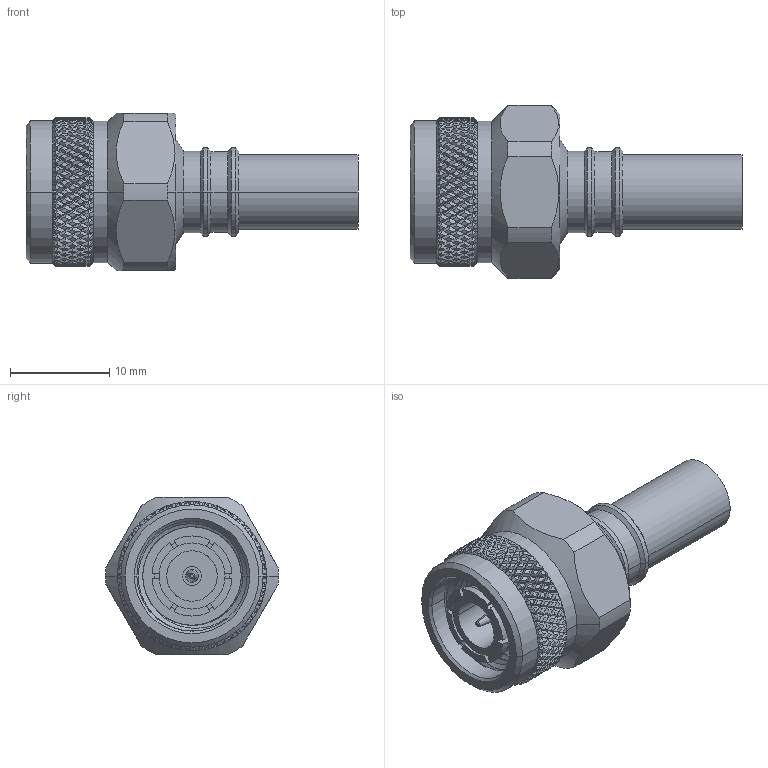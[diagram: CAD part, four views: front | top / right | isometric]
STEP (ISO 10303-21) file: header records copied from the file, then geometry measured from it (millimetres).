
FILE_DESCRIPTION (( 'STEP AP214' ), '1' );
FILE_NAME ('EZ-240-TM-X_3D.step', '2024-12-17T20:59:47', ( '' ), ( '' ), 'SwSTEP 2.0', 'SolidWorks 2022', '' );
FILE_SCHEMA (( 'AUTOMOTIVE_DESIGN' ));
Length unit declared in the file: inch
Products named in the file (1): EZ-240-TM-X_3D
Bounding box: 33.46 x 17.44 x 15.88 mm (x, y, z)
Volume: 2818.9 mm3; surface area: 3055.5 mm2
Topology: 2 solids, 2 shells, 1610 faces, 3487 edges, 1890 vertices
Faces by surface type: bspline 1205, cylinder 323, plane 44, cone 38
Entity records: 64705 total; most frequent: CARTESIAN_POINT 42740, ORIENTED_EDGE 6974, EDGE_CURVE 3487, VERTEX_POINT 1890, EDGE_LOOP 1621, FACE_OUTER_BOUND 1610, ADVANCED_FACE 1610, B_SPLINE_CURVE_WITH_KNOTS 1484
